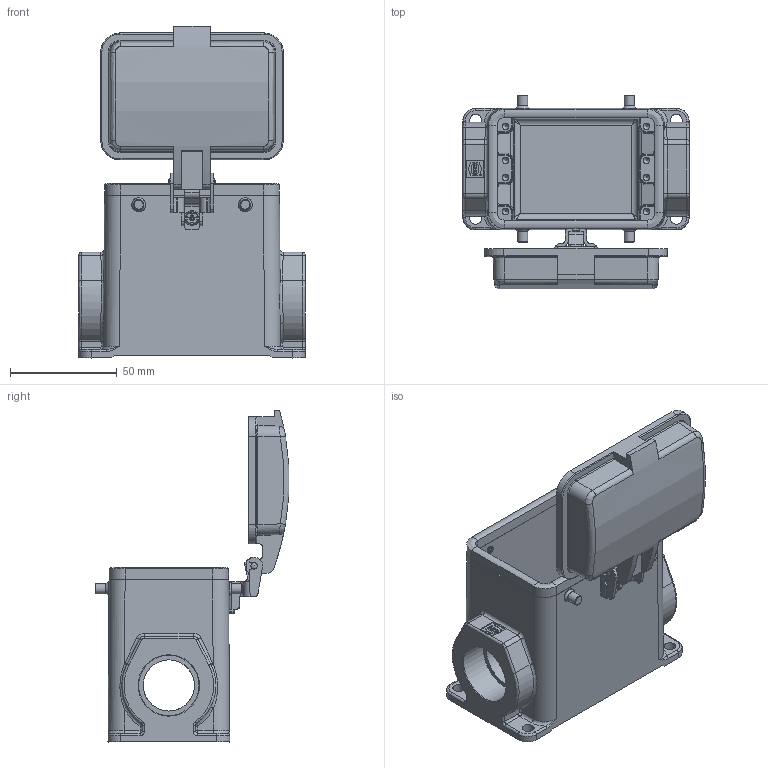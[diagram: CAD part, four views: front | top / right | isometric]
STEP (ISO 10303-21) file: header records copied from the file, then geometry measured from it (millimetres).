
FILE_DESCRIPTION(/* description */ (''),/* implementation_level */ '2;1');
FILE_NAME(/* name */ '100767088ugm000_a.stp',/* time_stamp */ '2018-03-06T13:30:23+01:00',/* author */ (''),/* organization */ (''),/* preprocessor_version */ 'ST-DEVELOPER v16',/* originating_system */ 'SIEMENS PLM Software NX 10.0',/* authorisation */ '');
FILE_SCHEMA (('AUTOMOTIVE_DESIGN { 1 0 10303 214 3 1 1 1 }'));
Length unit declared in the file: millimetre
Products named in the file (1): 100767088ugm000_a
Bounding box: 106 x 90.79 x 155.58 mm (x, y, z)
Volume: 174545.9 mm3; surface area: 78255.6 mm2
Topology: 2 solids, 2 shells, 740 faces, 1905 edges, 1211 vertices
Faces by surface type: plane 332, cylinder 228, bspline 138, cone 37, torus 3, sphere 2
Full cylindrical faces by diameter (mm): 0.378 x1, 0.583 x1, 2 x4, 2.95 x4, 3 x10, 3.69 x4, 4.8 x4, 6 x1, 6.5 x4, 7 x1, 8 x1, 24 x2, 28.3 x2
Entity records: 32029 total; most frequent: CARTESIAN_POINT 10166, ORIENTED_EDGE 3588, DIRECTION 3137, EDGE_CURVE 1794, VERTEX_POINT 1176, AXIS2_PLACEMENT_3D 1077, LINE 983, VECTOR 983
